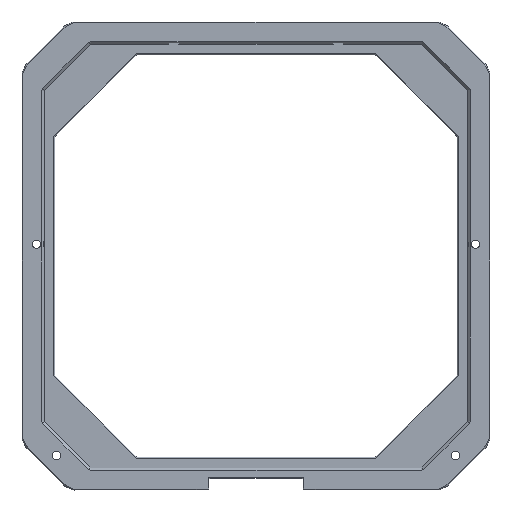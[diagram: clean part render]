
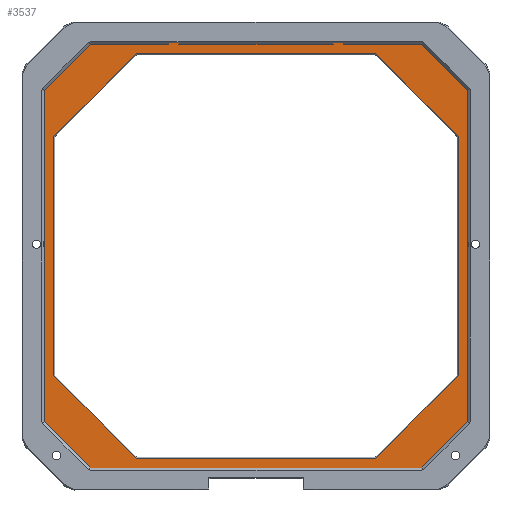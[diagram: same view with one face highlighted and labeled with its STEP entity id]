
A CAD part, top view. The second image highlights one B-rep face of the part: STEP entity #3537.
In plain terms, the highlighted planar face has unit normal (0, 0, 1).
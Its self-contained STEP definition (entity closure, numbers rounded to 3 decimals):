
#48=FACE_BOUND('',#310,.T.);
#87=FACE_OUTER_BOUND('',#309,.T.);
#309=EDGE_LOOP('',(#2393,#2394,#2395,#2396,#2397,#2398,#2399,#2400,#2401,
#2402,#2403,#2404,#2405,#2406,#2407,#2408));
#310=EDGE_LOOP('',(#2409,#2410,#2411,#2412,#2413,#2414,#2415,#2416));
#531=LINE('',#4992,#1015);
#534=LINE('',#4997,#1018);
#537=LINE('',#5003,#1021);
#544=LINE('',#5019,#1028);
#547=LINE('',#5024,#1031);
#550=LINE('',#5030,#1034);
#558=LINE('',#5046,#1042);
#561=LINE('',#5051,#1045);
#569=LINE('',#5069,#1053);
#577=LINE('',#5088,#1061);
#579=LINE('',#5091,#1063);
#580=LINE('',#5094,#1064);
#592=LINE('',#5118,#1076);
#593=LINE('',#5120,#1077);
#594=LINE('',#5122,#1078);
#595=LINE('',#5123,#1079);
#596=LINE('',#5126,#1080);
#597=LINE('',#5128,#1081);
#598=LINE('',#5130,#1082);
#599=LINE('',#5132,#1083);
#600=LINE('',#5134,#1084);
#601=LINE('',#5136,#1085);
#602=LINE('',#5138,#1086);
#603=LINE('',#5139,#1087);
#1015=VECTOR('',#4010,10.);
#1018=VECTOR('',#4015,10.);
#1021=VECTOR('',#4020,10.);
#1028=VECTOR('',#4031,10.);
#1031=VECTOR('',#4036,10.);
#1034=VECTOR('',#4041,10.);
#1042=VECTOR('',#4053,10.);
#1045=VECTOR('',#4058,10.);
#1053=VECTOR('',#4072,10.);
#1061=VECTOR('',#4090,10.);
#1063=VECTOR('',#4094,10.);
#1064=VECTOR('',#4097,10.);
#1076=VECTOR('',#4115,10.);
#1077=VECTOR('',#4116,10.);
#1078=VECTOR('',#4117,10.);
#1079=VECTOR('',#4118,10.);
#1080=VECTOR('',#4119,10.);
#1081=VECTOR('',#4120,10.);
#1082=VECTOR('',#4121,10.);
#1083=VECTOR('',#4122,10.);
#1084=VECTOR('',#4123,10.);
#1085=VECTOR('',#4124,10.);
#1086=VECTOR('',#4125,10.);
#1087=VECTOR('',#4126,10.);
#1498=VERTEX_POINT('',#4989);
#1499=VERTEX_POINT('',#4991);
#1500=VERTEX_POINT('',#4995);
#1502=VERTEX_POINT('',#5001);
#1508=VERTEX_POINT('',#5016);
#1509=VERTEX_POINT('',#5018);
#1510=VERTEX_POINT('',#5022);
#1512=VERTEX_POINT('',#5028);
#1518=VERTEX_POINT('',#5045);
#1519=VERTEX_POINT('',#5049);
#1521=VERTEX_POINT('',#5054);
#1525=VERTEX_POINT('',#5066);
#1533=VERTEX_POINT('',#5093);
#1542=VERTEX_POINT('',#5117);
#1543=VERTEX_POINT('',#5119);
#1544=VERTEX_POINT('',#5121);
#1545=VERTEX_POINT('',#5124);
#1546=VERTEX_POINT('',#5125);
#1547=VERTEX_POINT('',#5127);
#1548=VERTEX_POINT('',#5129);
#1549=VERTEX_POINT('',#5131);
#1550=VERTEX_POINT('',#5133);
#1551=VERTEX_POINT('',#5135);
#1552=VERTEX_POINT('',#5137);
#1788=EDGE_CURVE('',#1499,#1498,#531,.T.);
#1791=EDGE_CURVE('',#1498,#1500,#534,.T.);
#1794=EDGE_CURVE('',#1500,#1502,#537,.T.);
#1801=EDGE_CURVE('',#1509,#1508,#544,.T.);
#1804=EDGE_CURVE('',#1508,#1510,#547,.T.);
#1807=EDGE_CURVE('',#1510,#1512,#550,.T.);
#1815=EDGE_CURVE('',#1499,#1518,#558,.T.);
#1818=EDGE_CURVE('',#1519,#1512,#561,.T.);
#1826=EDGE_CURVE('',#1525,#1521,#569,.T.);
#1836=EDGE_CURVE('',#1521,#1519,#577,.T.);
#1838=EDGE_CURVE('',#1509,#1502,#579,.T.);
#1839=EDGE_CURVE('',#1518,#1533,#580,.T.);
#1851=EDGE_CURVE('',#1542,#1525,#592,.T.);
#1852=EDGE_CURVE('',#1543,#1542,#593,.T.);
#1853=EDGE_CURVE('',#1544,#1543,#594,.T.);
#1854=EDGE_CURVE('',#1533,#1544,#595,.T.);
#1855=EDGE_CURVE('',#1545,#1546,#596,.T.);
#1856=EDGE_CURVE('',#1547,#1545,#597,.T.);
#1857=EDGE_CURVE('',#1548,#1547,#598,.T.);
#1858=EDGE_CURVE('',#1549,#1548,#599,.T.);
#1859=EDGE_CURVE('',#1550,#1549,#600,.T.);
#1860=EDGE_CURVE('',#1551,#1550,#601,.T.);
#1861=EDGE_CURVE('',#1552,#1551,#602,.T.);
#1862=EDGE_CURVE('',#1546,#1552,#603,.T.);
#2393=ORIENTED_EDGE('',*,*,#1838,.F.);
#2394=ORIENTED_EDGE('',*,*,#1801,.T.);
#2395=ORIENTED_EDGE('',*,*,#1804,.T.);
#2396=ORIENTED_EDGE('',*,*,#1807,.T.);
#2397=ORIENTED_EDGE('',*,*,#1818,.F.);
#2398=ORIENTED_EDGE('',*,*,#1836,.F.);
#2399=ORIENTED_EDGE('',*,*,#1826,.F.);
#2400=ORIENTED_EDGE('',*,*,#1851,.F.);
#2401=ORIENTED_EDGE('',*,*,#1852,.F.);
#2402=ORIENTED_EDGE('',*,*,#1853,.F.);
#2403=ORIENTED_EDGE('',*,*,#1854,.F.);
#2404=ORIENTED_EDGE('',*,*,#1839,.F.);
#2405=ORIENTED_EDGE('',*,*,#1815,.F.);
#2406=ORIENTED_EDGE('',*,*,#1788,.T.);
#2407=ORIENTED_EDGE('',*,*,#1791,.T.);
#2408=ORIENTED_EDGE('',*,*,#1794,.T.);
#2409=ORIENTED_EDGE('',*,*,#1855,.F.);
#2410=ORIENTED_EDGE('',*,*,#1856,.F.);
#2411=ORIENTED_EDGE('',*,*,#1857,.F.);
#2412=ORIENTED_EDGE('',*,*,#1858,.F.);
#2413=ORIENTED_EDGE('',*,*,#1859,.F.);
#2414=ORIENTED_EDGE('',*,*,#1860,.F.);
#2415=ORIENTED_EDGE('',*,*,#1861,.F.);
#2416=ORIENTED_EDGE('',*,*,#1862,.F.);
#3327=PLANE('',#3775);
#3537=ADVANCED_FACE('',(#87,#48),#3327,.F.);
#3775=AXIS2_PLACEMENT_3D('',#5116,#4113,#4114);
#4010=DIRECTION('',(0.,1.,0.));
#4015=DIRECTION('',(-1.,0.,0.));
#4020=DIRECTION('',(0.,-1.,0.));
#4031=DIRECTION('',(0.,1.,0.));
#4036=DIRECTION('',(-1.,0.,0.));
#4041=DIRECTION('',(0.,-1.,0.));
#4053=DIRECTION('',(1.,0.,0.));
#4058=DIRECTION('',(1.,0.,0.));
#4072=DIRECTION('',(0.,1.,0.));
#4090=DIRECTION('',(0.707,0.707,0.));
#4094=DIRECTION('',(1.,0.,0.));
#4097=DIRECTION('',(0.707,-0.707,0.));
#4113=DIRECTION('center_axis',(0.,0.,-1.));
#4114=DIRECTION('ref_axis',(-1.,0.,0.));
#4115=DIRECTION('',(-0.707,0.707,0.));
#4116=DIRECTION('',(-1.,0.,0.));
#4117=DIRECTION('',(-0.707,-0.707,0.));
#4118=DIRECTION('',(0.,-1.,0.));
#4119=DIRECTION('',(-1.,0.,0.));
#4120=DIRECTION('',(-0.707,0.707,0.));
#4121=DIRECTION('',(0.,1.,0.));
#4122=DIRECTION('',(0.707,0.707,0.));
#4123=DIRECTION('',(1.,0.,0.));
#4124=DIRECTION('',(0.707,-0.707,0.));
#4125=DIRECTION('',(0.,-1.,0.));
#4126=DIRECTION('',(-0.707,-0.707,0.));
#4989=CARTESIAN_POINT('',(37.3,92.,-3.));
#4991=CARTESIAN_POINT('',(37.3,90.6,-3.));
#4992=CARTESIAN_POINT('',(37.3,91.2,-3.));
#4995=CARTESIAN_POINT('',(33.1,92.,-3.));
#4997=CARTESIAN_POINT('',(37.3,92.,-3.));
#5001=CARTESIAN_POINT('',(33.1,90.6,-3.));
#5003=CARTESIAN_POINT('',(33.1,91.2,-3.));
#5016=CARTESIAN_POINT('',(-33.1,92.,-3.));
#5018=CARTESIAN_POINT('',(-33.1,90.6,-3.));
#5019=CARTESIAN_POINT('',(-33.1,91.2,-3.));
#5022=CARTESIAN_POINT('',(-37.3,92.,-3.));
#5024=CARTESIAN_POINT('',(-33.1,92.,-3.));
#5028=CARTESIAN_POINT('',(-37.3,90.6,-3.));
#5030=CARTESIAN_POINT('',(-37.3,91.2,-3.));
#5045=CARTESIAN_POINT('',(70.834,90.6,-3.));
#5046=CARTESIAN_POINT('',(35.541,90.6,-3.));
#5049=CARTESIAN_POINT('',(-70.834,90.6,-3.));
#5051=CARTESIAN_POINT('',(35.541,90.6,-3.));
#5054=CARTESIAN_POINT('',(-90.6,70.834,-3.));
#5066=CARTESIAN_POINT('',(-90.6,-70.834,-3.));
#5069=CARTESIAN_POINT('',(-90.6,35.541,-3.));
#5088=CARTESIAN_POINT('',(-75.688,85.746,-3.));
#5091=CARTESIAN_POINT('',(35.541,90.6,-3.));
#5093=CARTESIAN_POINT('',(90.6,70.834,-3.));
#5094=CARTESIAN_POINT('',(85.746,75.688,-3.));
#5116=CARTESIAN_POINT('Origin',(0.,0.,-3.));
#5117=CARTESIAN_POINT('',(-70.834,-90.6,-3.));
#5118=CARTESIAN_POINT('',(-85.746,-75.688,-3.));
#5119=CARTESIAN_POINT('',(70.834,-90.6,-3.));
#5120=CARTESIAN_POINT('',(-35.541,-90.6,-3.));
#5121=CARTESIAN_POINT('',(90.6,-70.834,-3.));
#5122=CARTESIAN_POINT('',(75.688,-85.746,-3.));
#5123=CARTESIAN_POINT('',(90.6,-35.541,-3.));
#5124=CARTESIAN_POINT('',(51.166,86.4,-3.));
#5125=CARTESIAN_POINT('',(-51.166,86.4,-3.));
#5126=CARTESIAN_POINT('',(25.5,86.4,-3.));
#5127=CARTESIAN_POINT('',(86.4,51.166,-3.));
#5128=CARTESIAN_POINT('',(77.533,60.033,-3.));
#5129=CARTESIAN_POINT('',(86.4,-51.166,-3.));
#5130=CARTESIAN_POINT('',(86.4,-25.5,-3.));
#5131=CARTESIAN_POINT('',(51.166,-86.4,-3.));
#5132=CARTESIAN_POINT('',(60.033,-77.533,-3.));
#5133=CARTESIAN_POINT('',(-51.166,-86.4,-3.));
#5134=CARTESIAN_POINT('',(-25.5,-86.4,-3.));
#5135=CARTESIAN_POINT('',(-86.4,-51.166,-3.));
#5136=CARTESIAN_POINT('',(-77.533,-60.033,-3.));
#5137=CARTESIAN_POINT('',(-86.4,51.166,-3.));
#5138=CARTESIAN_POINT('',(-86.4,25.5,-3.));
#5139=CARTESIAN_POINT('',(-60.033,77.533,-3.));
